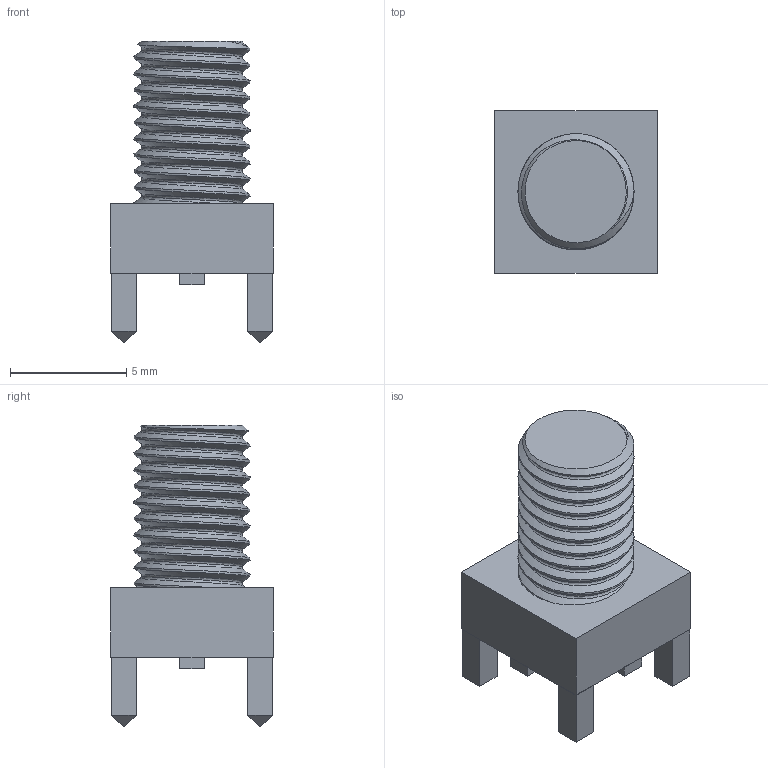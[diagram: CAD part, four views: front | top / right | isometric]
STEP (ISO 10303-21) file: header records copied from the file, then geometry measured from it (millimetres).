
FILE_DESCRIPTION(/* description */ ('Unknown'),/* implementation_level */ '2;1');
FILE_NAME(/* name */ 'MP_Wurth_WP-THRSH_74651175',/* time_stamp */ '2026-01-21T10:49:28+08:00',/* author */ ('Unknown'),/* organization */ ('Unknown'),/* preprocessor_version */ 'ST-DEVELOPER v19.4',/* originating_system */ 'Solid Edge',/* authorisation */ 'Unknown');
FILE_SCHEMA (('AUTOMOTIVE_DESIGN {1 0 10303 214 3 1 1}'));
Length unit declared in the file: millimetre
Products named in the file (1): MP_Wurth_WP-THRSH_74651175
Bounding box: 7 x 7 x 13 mm (x, y, z)
Volume: 281.5 mm3; surface area: 385.4 mm2
Topology: 1 solids, 1 shells, 74 faces, 170 edges, 108 vertices
Faces by surface type: plane 68, bspline 4, cone 1, cylinder 1
Entity records: 4461 total; most frequent: CARTESIAN_POINT 2806, ORIENTED_EDGE 340, DIRECTION 300, EDGE_CURVE 170, LINE 152, VECTOR 152, VERTEX_POINT 108, EDGE_LOOP 84
